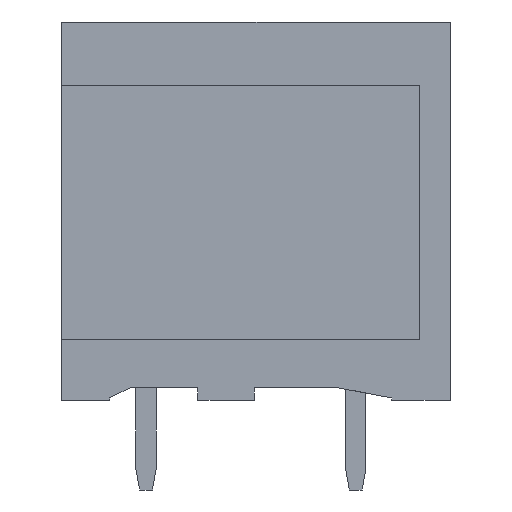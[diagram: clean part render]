
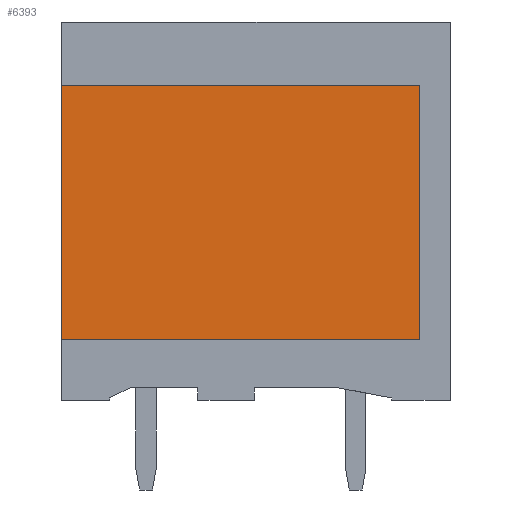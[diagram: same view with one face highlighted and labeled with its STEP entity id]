
A CAD part, left-side view. The second image highlights one B-rep face of the part: STEP entity #6393.
In plain terms, the highlighted planar face has unit normal (-1, 0, 0).
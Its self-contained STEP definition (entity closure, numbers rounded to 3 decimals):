
#6373=AXIS2_PLACEMENT_3D('Plane Axis2P3D',#6370,#6371,#6372) ;
#2247=CARTESIAN_POINT('Vertex',(1.1,15.2,5.9)) ;
#2250=CARTESIAN_POINT('Line Origine',(1.1,15.2,10.85)) ;
#2254=CARTESIAN_POINT('Vertex',(1.1,15.2,15.8)) ;
#6354=CARTESIAN_POINT('Vertex',(1.1,1.2,5.9)) ;
#6357=CARTESIAN_POINT('Line Origine',(1.1,8.2,5.9)) ;
#6370=CARTESIAN_POINT('Axis2P3D Location',(1.1,0.,5.9)) ;
#6375=CARTESIAN_POINT('Line Origine',(1.1,1.2,10.85)) ;
#6379=CARTESIAN_POINT('Vertex',(1.1,1.2,15.8)) ;
#6382=CARTESIAN_POINT('Line Origine',(1.1,8.2,15.8)) ;
#2251=DIRECTION('Vector Direction',(0.,0.,1.)) ;
#6358=DIRECTION('Vector Direction',(0.,1.,0.)) ;
#6371=DIRECTION('Axis2P3D Direction',(-1.,0.,0.)) ;
#6372=DIRECTION('Axis2P3D XDirection',(0.,0.,1.)) ;
#6376=DIRECTION('Vector Direction',(0.,0.,1.)) ;
#6383=DIRECTION('Vector Direction',(0.,1.,0.)) ;
#2252=VECTOR('Line Direction',#2251,1.) ;
#6359=VECTOR('Line Direction',#6358,1.) ;
#6377=VECTOR('Line Direction',#6376,1.) ;
#6384=VECTOR('Line Direction',#6383,1.) ;
#6388=ORIENTED_EDGE('',*,*,#6361,.F.) ;
#6389=ORIENTED_EDGE('',*,*,#6381,.T.) ;
#6390=ORIENTED_EDGE('',*,*,#6386,.T.) ;
#6391=ORIENTED_EDGE('',*,*,#2256,.F.) ;
#6393=ADVANCED_FACE('HOUSING',(#6392),#6374,.T.) ;
#2256=EDGE_CURVE('',#2248,#2255,#2253,.T.) ;
#6361=EDGE_CURVE('',#6355,#2248,#6360,.T.) ;
#6381=EDGE_CURVE('',#6355,#6380,#6378,.T.) ;
#6386=EDGE_CURVE('',#6380,#2255,#6385,.T.) ;
#6387=EDGE_LOOP('',(#6388,#6389,#6390,#6391)) ;
#6392=FACE_OUTER_BOUND('',#6387,.T.) ;
#2253=LINE('Line',#2250,#2252) ;
#6360=LINE('Line',#6357,#6359) ;
#6378=LINE('Line',#6375,#6377) ;
#6385=LINE('Line',#6382,#6384) ;
#6374=PLANE('',#6373) ;
#2248=VERTEX_POINT('',#2247) ;
#2255=VERTEX_POINT('',#2254) ;
#6355=VERTEX_POINT('',#6354) ;
#6380=VERTEX_POINT('',#6379) ;
